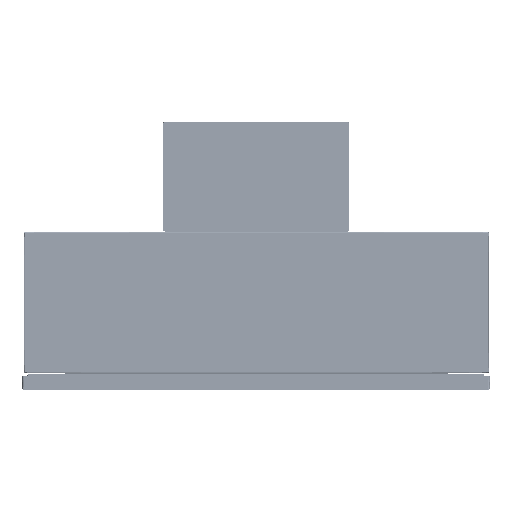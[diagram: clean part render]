
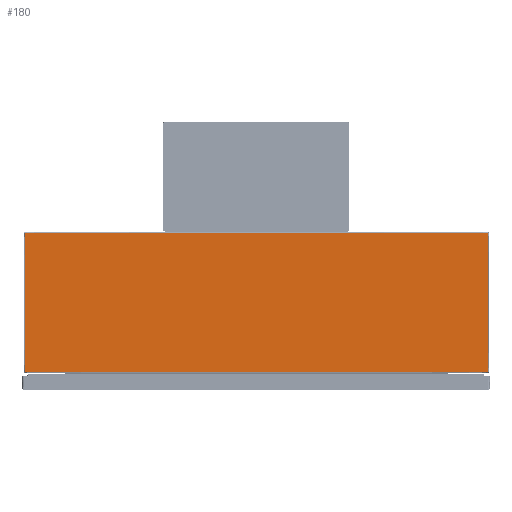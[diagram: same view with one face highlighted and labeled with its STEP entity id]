
A CAD part, front view. The second image highlights one B-rep face of the part: STEP entity #180.
In plain terms, the highlighted planar face has unit normal (0, -1, 0).
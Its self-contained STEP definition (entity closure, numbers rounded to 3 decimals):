
#180=ADVANCED_FACE('',(#318),#2348,.T.);
#318=FACE_OUTER_BOUND('',#456,.T.);
#456=EDGE_LOOP('',(#1074,#1075,#1076,#1077));
#1074=ORIENTED_EDGE('',*,*,#1528,.T.);
#1075=ORIENTED_EDGE('',*,*,#1529,.T.);
#1076=ORIENTED_EDGE('',*,*,#1530,.T.);
#1077=ORIENTED_EDGE('',*,*,#1531,.T.);
#1528=EDGE_CURVE('',#2182,#2183,#1785,.T.);
#1529=EDGE_CURVE('',#2183,#2184,#1786,.T.);
#1530=EDGE_CURVE('',#2184,#2185,#1787,.T.);
#1531=EDGE_CURVE('',#2185,#2182,#1788,.T.);
#1785=B_SPLINE_CURVE_WITH_KNOTS('',1,(#4961,#4962),.UNSPECIFIED.,.F.,.F.,
(2,2),(0.,29.993),.UNSPECIFIED.);
#1786=B_SPLINE_CURVE_WITH_KNOTS('',1,(#4963,#4964),.UNSPECIFIED.,.F.,.F.,
(2,2),(0.,99.502),.UNSPECIFIED.);
#1787=B_SPLINE_CURVE_WITH_KNOTS('',1,(#4965,#4966),.UNSPECIFIED.,.F.,.F.,
(2,2),(0.,29.993),.UNSPECIFIED.);
#1788=B_SPLINE_CURVE_WITH_KNOTS('',1,(#4967,#4968),.UNSPECIFIED.,.F.,.F.,
(2,2),(0.,99.502),.UNSPECIFIED.);
#2182=VERTEX_POINT('',#4936);
#2183=VERTEX_POINT('',#4937);
#2184=VERTEX_POINT('',#4938);
#2185=VERTEX_POINT('',#4939);
#2348=PLANE('',#2425);
#2425=AXIS2_PLACEMENT_3D('',#4602,#2486,$);
#2486=DIRECTION('',(0.,-1.,0.));
#4602=CARTESIAN_POINT('',(514.606,-1737.523,3.902));
#4936=CARTESIAN_POINT('',(625.259,-1737.523,-30.291));
#4937=CARTESIAN_POINT('',(625.259,-1737.523,-0.297));
#4938=CARTESIAN_POINT('',(525.756,-1737.523,-0.297));
#4939=CARTESIAN_POINT('',(525.756,-1737.523,-30.291));
#4961=CARTESIAN_POINT('',(625.259,-1737.523,-30.291));
#4962=CARTESIAN_POINT('',(625.259,-1737.523,-0.297));
#4963=CARTESIAN_POINT('',(625.259,-1737.523,-0.297));
#4964=CARTESIAN_POINT('',(525.756,-1737.523,-0.297));
#4965=CARTESIAN_POINT('',(525.756,-1737.523,-0.297));
#4966=CARTESIAN_POINT('',(525.756,-1737.523,-30.291));
#4967=CARTESIAN_POINT('',(525.756,-1737.523,-30.291));
#4968=CARTESIAN_POINT('',(625.259,-1737.523,-30.291));
